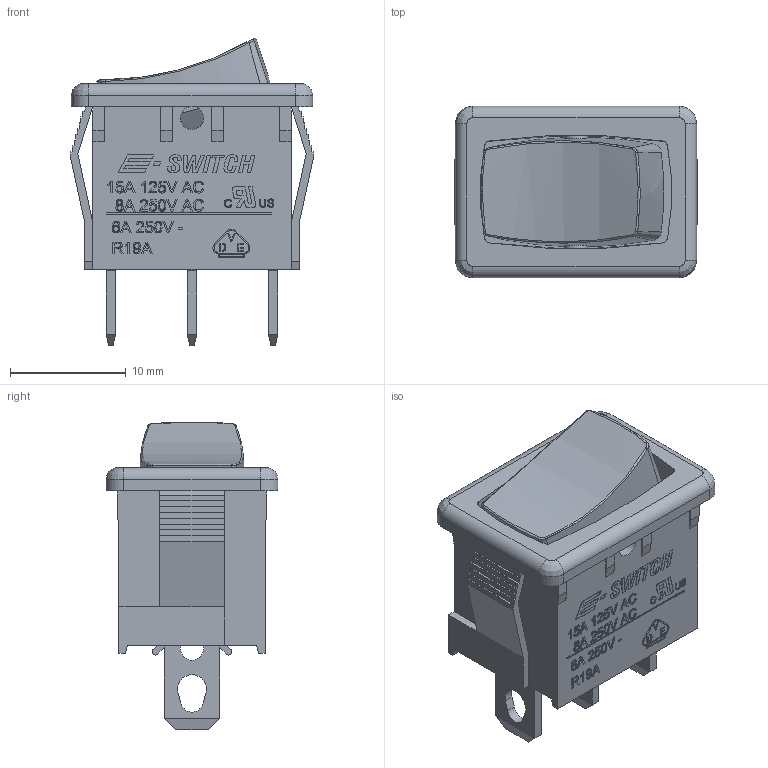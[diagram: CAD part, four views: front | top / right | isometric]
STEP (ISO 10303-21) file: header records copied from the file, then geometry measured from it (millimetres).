
FILE_DESCRIPTION((' '),'2;1');
FILE_NAME('R1966CxxxxxxEF.stp','2017-07-28T10:35:49',(' '),(' '),' ','ACIS',' ');
FILE_SCHEMA(('CONFIG_CONTROL_DESIGN'));
Length unit declared in the file: inch
Products named in the file (1): R1966CxxxxxxEF.stp
Bounding box: 20.94 x 14.8 x 26.53 mm (x, y, z)
Volume: 2244.2 mm3; surface area: 3382.2 mm2
Topology: 1 solids, 1 shells, 908 faces, 2413 edges, 1574 vertices
Faces by surface type: plane 552, bspline 295, cylinder 53, cone 8
Full cylindrical faces by diameter (mm): 2 x7
Entity records: 29911 total; most frequent: CARTESIAN_POINT 9192, ORIENTED_EDGE 4812, DIRECTION 3175, EDGE_CURVE 2406, VECTOR 1667, LINE 1667, VERTEX_POINT 1572, EDGE_LOOP 1002
